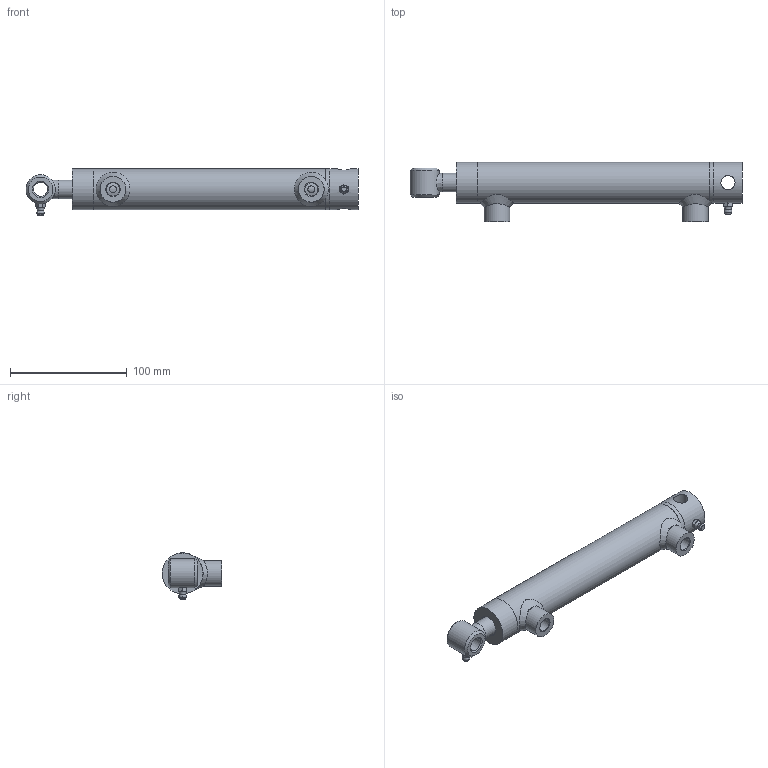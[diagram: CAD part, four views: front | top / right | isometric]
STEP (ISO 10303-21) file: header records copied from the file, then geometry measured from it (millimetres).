
FILE_DESCRIPTION(/* description */ (''),/* implementation_level */ '2;1');
FILE_NAME(/* name */ 'CY0250160150B12G12-1.stp',/* time_stamp */ '2023-05-16T12:46:35+02:00',/* author */ ('msn'),/* organization */ (''),/* preprocessor_version */ 'ST-DEVELOPER v19.2',/* originating_system */ 'Autodesk Inventor 2024',/* authorisation */ '');
FILE_SCHEMA (('AUTOMOTIVE_DESIGN { 1 0 10303 214 3 1 1 }'));
Length unit declared in the file: millimetre
Products named in the file (9): CY0250160150B12G12-1; CY0250160150B12G12-1_1; rør; NBT003502516; stok; NBFFL0035025; bøsning; NBBORSG1-4; DIN 71412 - AM 6 (coned short)
Assembly tree (10 placements, depth 2):
  CY0250160150B12G12-1
    CY0250160150B12G12-1_1
    rør
    NBT003502516
    stok
    NBFFL0035025
    bøsning
    NBBORSG1-4  x2
    DIN 71412 - AM 6 (coned short)  x2
Bounding box: 284.5 x 51.04 x 39.56 mm (x, y, z)
Volume: 194834.2 mm3; surface area: 76201 mm2
Topology: 12 solids, 12 shells, 145 faces, 315 edges, 201 vertices
Faces by surface type: cone 47, plane 47, cylinder 42, torus 4, bspline 3, sphere 2
Full cylindrical faces by diameter (mm): 3 x2, 4.917 x2, 6 x4, 10 x1, 11 x1, 11.445 x2, 12.1 x2, 16 x4, 18 x2, 22 x4, 22.6 x1, 24 x1, 25 x4, 26 x1, 28 x2, 35 x4
Entity records: 4636 total; most frequent: CARTESIAN_POINT 1903, DIRECTION 529, ORIENTED_EDGE 472, EDGE_CURVE 236, AXIS2_PLACEMENT_3D 233, VERTEX_POINT 154, EDGE_LOOP 144, FACE_OUTER_BOUND 110
